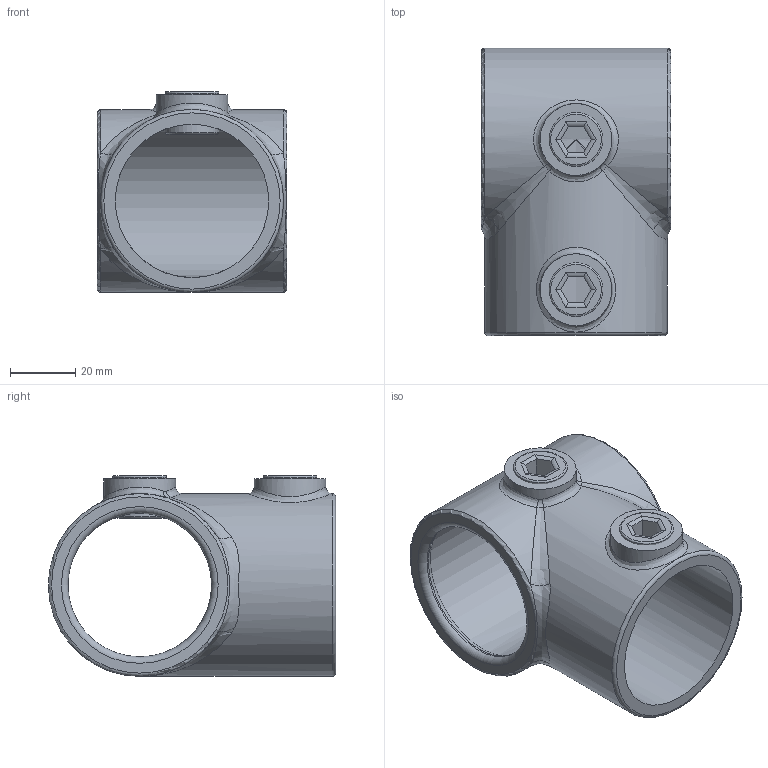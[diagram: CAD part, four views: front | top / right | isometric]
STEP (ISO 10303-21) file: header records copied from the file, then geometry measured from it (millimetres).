
FILE_DESCRIPTION (( 'STEP AP203' ), '1' );
FILE_NAME ('101-C42.step', '2021-11-24T08:56:35', ( '' ), ( '' ), 'SwSTEP 2.0', 'SolidWorks 2018', '' );
FILE_SCHEMA (( 'CONFIG_CONTROL_DESIGN' ));
Length unit declared in the file: millimetre
Products named in the file (6): 101-C42 Teil1; 101-C42; 101-C42 Teil2
Assembly tree (3 placements, depth 2):
  101-C42 Teil1
  101-C42
    101-C42 Teil1
    101-C42 Teil2  x2
  101-C42 Teil2
  101-C42 Teil2
Bounding box: 58 x 88 x 61.5 mm (x, y, z)
Volume: 68018.2 mm3; surface area: 33094.7 mm2
Topology: 3 solids, 3 shells, 87 faces, 202 edges, 115 vertices
Faces by surface type: cylinder 36, plane 21, bspline 17, torus 13
Full cylindrical faces by diameter (mm): 15.25 x2, 16.5 x2, 22 x2, 44 x2, 47 x1, 56 x1
Entity records: 4007 total; most frequent: CARTESIAN_POINT 2283, ORIENTED_EDGE 244, DIRECTION 224, EDGE_CURVE 122, AXIS2_PLACEMENT_3D 97, EDGE_LOOP 89, FACE_OUTER_BOUND 81, VERTEX_POINT 77
